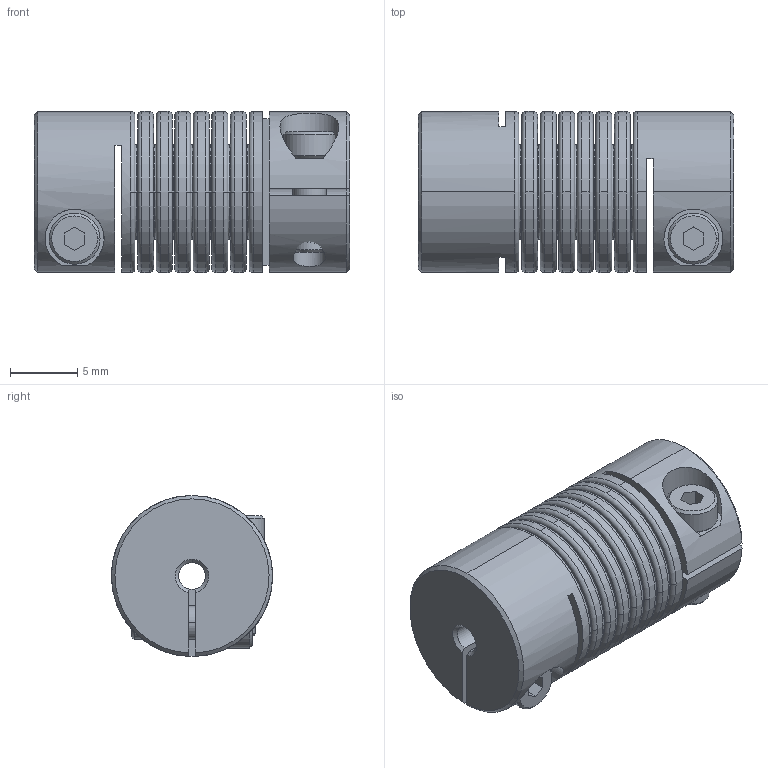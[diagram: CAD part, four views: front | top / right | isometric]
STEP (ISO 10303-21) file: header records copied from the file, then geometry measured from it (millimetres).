
FILE_DESCRIPTION (( 'STEP AP203' ), '1' );
FILE_NAME ('CL6-12_CLAMP.step', '2012-04-24T05:04:35', ( '' ), ( '' ), 'SwSTEP 2.0', 'SolidWorks 2010', '' );
FILE_SCHEMA (( 'CONFIG_CONTROL_DESIGN' ));
Length unit declared in the file: millimetre
Products named in the file (1): CL6-12_CLAMP
Bounding box: 23.5 x 12 x 12 mm (x, y, z)
Volume: 2328.5 mm3; surface area: 2929.5 mm2
Topology: 3 solids, 3 shells, 169 faces, 399 edges, 256 vertices
Faces by surface type: torus 56, plane 48, cylinder 44, cone 21
Entity records: 5244 total; most frequent: CARTESIAN_POINT 1031, DIRECTION 987, ORIENTED_EDGE 798, AXIS2_PLACEMENT_3D 434, EDGE_CURVE 399, CIRCLE 264, VERTEX_POINT 256, EDGE_LOOP 199
